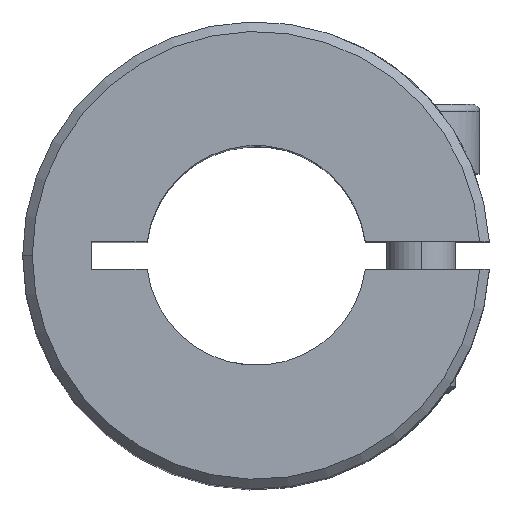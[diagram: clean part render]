
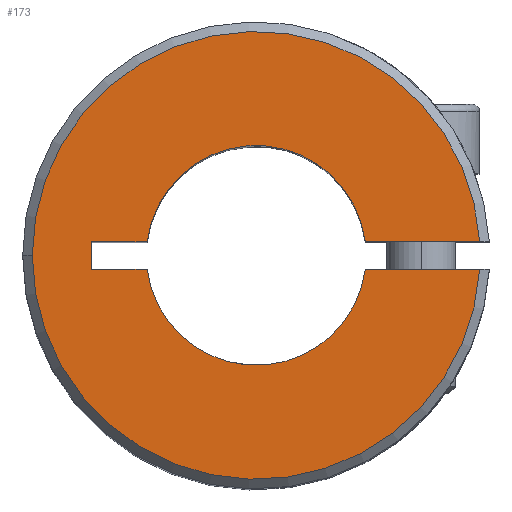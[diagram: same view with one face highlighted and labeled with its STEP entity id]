
A CAD part, top view. The second image highlights one B-rep face of the part: STEP entity #173.
In plain terms, the highlighted planar face has unit normal (0, 0, 1).
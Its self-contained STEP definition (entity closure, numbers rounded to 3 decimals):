
#173=ADVANCED_FACE('',(#425),#426,.T.);
#425=FACE_OUTER_BOUND('',#727,.T.);
#426=PLANE('',#728);
#727=EDGE_LOOP('',(#1595,#1596,#1597,#1598,#1599,#1600,#1601,#1602,#1603));
#728=AXIS2_PLACEMENT_3D('',#1604,#1605,#1606);
#1595=ORIENTED_EDGE('',*,*,#2219,.F.);
#1596=ORIENTED_EDGE('',*,*,#2220,.F.);
#1597=ORIENTED_EDGE('',*,*,#1941,.T.);
#1598=ORIENTED_EDGE('',*,*,#2218,.T.);
#1599=ORIENTED_EDGE('',*,*,#2221,.F.);
#1600=ORIENTED_EDGE('',*,*,#2222,.F.);
#1601=ORIENTED_EDGE('',*,*,#2209,.F.);
#1602=ORIENTED_EDGE('',*,*,#2206,.F.);
#1603=ORIENTED_EDGE('',*,*,#2201,.F.);
#1604=CARTESIAN_POINT('',(8.0,0.0,50.0));
#1605=DIRECTION('',(-0.0,0.0,1.0));
#1606=DIRECTION('',(1.0,-0.0,0.0));
#1941=EDGE_CURVE('',#2299,#2296,#2300,.T.);
#2201=EDGE_CURVE('',#2736,#2737,#2738,.T.);
#2206=EDGE_CURVE('',#2737,#2746,#2747,.T.);
#2209=EDGE_CURVE('',#2746,#2751,#2752,.T.);
#2218=EDGE_CURVE('',#2296,#2763,#2765,.T.);
#2219=EDGE_CURVE('',#2766,#2736,#2767,.T.);
#2220=EDGE_CURVE('',#2299,#2766,#2768,.T.);
#2221=EDGE_CURVE('',#2769,#2763,#2770,.T.);
#2222=EDGE_CURVE('',#2751,#2769,#2771,.T.);
#2296=VERTEX_POINT('',#2963);
#2299=VERTEX_POINT('',#2967);
#2300=CIRCLE('',#2968,16.3);
#2736=VERTEX_POINT('',#4800);
#2737=VERTEX_POINT('',#4801);
#2738=LINE('',#4802,#4803);
#2746=VERTEX_POINT('',#4815);
#2747=LINE('',#4816,#4817);
#2751=VERTEX_POINT('',#4823);
#2752=LINE('',#4824,#4825);
#2763=VERTEX_POINT('',#4842);
#2765=CIRCLE('',#4847,16.3);
#2766=VERTEX_POINT('',#4848);
#2767=CIRCLE('',#4849,8.0);
#2768=LINE('',#4850,#4851);
#2769=VERTEX_POINT('',#4852);
#2770=LINE('',#4853,#4854);
#2771=CIRCLE('',#4855,8.0);
#2963=CARTESIAN_POINT('',(-16.3,0.,50.0));
#2967=CARTESIAN_POINT('',(16.269,1.0,50.0));
#2968=AXIS2_PLACEMENT_3D('',#4999,#5000,#5001);
#4800=CARTESIAN_POINT('',(-7.937,1.,50.0));
#4801=CARTESIAN_POINT('',(-12.0,1.,50.0));
#4802=CARTESIAN_POINT('',(17.0,1.0,50.0));
#4803=VECTOR('',#5463,1000.0);
#4815=CARTESIAN_POINT('',(-12.0,-1.0,50.0));
#4816=CARTESIAN_POINT('',(-12.0,1.,50.0));
#4817=VECTOR('',#5468,1000.0);
#4823=CARTESIAN_POINT('',(-7.937,-1.0,50.0));
#4824=CARTESIAN_POINT('',(-12.0,-1.0,50.0));
#4825=VECTOR('',#5471,1000.0);
#4842=CARTESIAN_POINT('',(16.269,-1.,50.0));
#4847=AXIS2_PLACEMENT_3D('',#5484,#5485,#5486);
#4848=CARTESIAN_POINT('',(7.937,1.0,50.0));
#4849=AXIS2_PLACEMENT_3D('',#5487,#5488,#5489);
#4850=CARTESIAN_POINT('',(17.0,1.0,50.0));
#4851=VECTOR('',#5490,1000.0);
#4852=CARTESIAN_POINT('',(7.937,-1.0,50.0));
#4853=CARTESIAN_POINT('',(-12.0,-1.0,50.0));
#4854=VECTOR('',#5491,1000.0);
#4855=AXIS2_PLACEMENT_3D('',#5492,#5493,#5494);
#4999=CARTESIAN_POINT('',(0.0,0.0,50.0));
#5000=DIRECTION('',(0.0,-0.0,1.0));
#5001=DIRECTION('',(1.0,0.0,0.0));
#5463=DIRECTION('',(-1.0,0.,0.0));
#5468=DIRECTION('',(0.0,-1.0,0.0));
#5471=DIRECTION('',(1.0,0.,0.0));
#5484=CARTESIAN_POINT('',(0.0,0.0,50.0));
#5485=DIRECTION('',(0.0,-0.0,1.0));
#5486=DIRECTION('',(1.0,0.0,0.0));
#5487=CARTESIAN_POINT('',(0.0,0.0,50.0));
#5488=DIRECTION('',(0.0,-0.0,1.0));
#5489=DIRECTION('',(1.0,0.0,0.0));
#5490=DIRECTION('',(-1.0,0.,0.0));
#5491=DIRECTION('',(1.0,0.,0.0));
#5492=CARTESIAN_POINT('',(0.0,0.0,50.0));
#5493=DIRECTION('',(0.0,-0.0,1.0));
#5494=DIRECTION('',(1.0,0.0,0.0));
